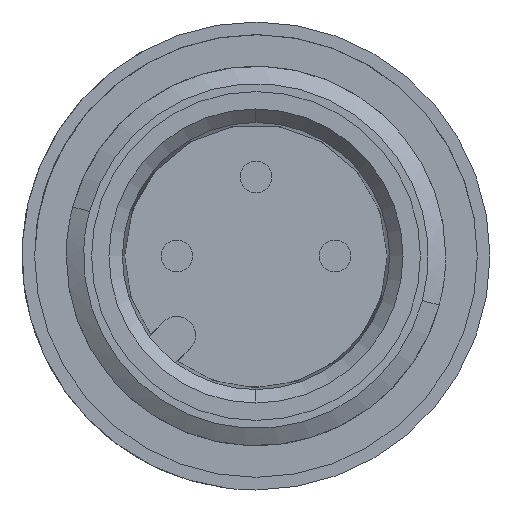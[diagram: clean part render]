
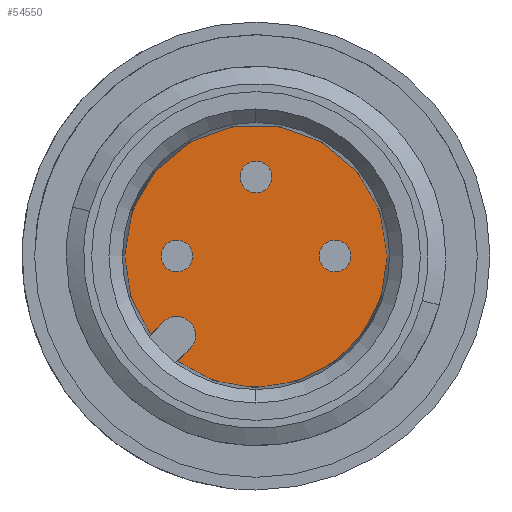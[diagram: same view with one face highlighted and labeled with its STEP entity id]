
A CAD part, left-side view. The second image highlights one B-rep face of the part: STEP entity #54550.
In plain terms, the highlighted face is planar.
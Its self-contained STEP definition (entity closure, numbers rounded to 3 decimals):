
#51750=CARTESIAN_POINT('',(66.122,34.229,221.9));
#51760=DIRECTION('',(1.,0.,
0.));
#51770=VECTOR('',#51760,1.);
#51780=LINE('',#51750,#51770);
#51790=CARTESIAN_POINT('',(24.015,34.228,221.9));
#51800=VERTEX_POINT('',#51790);
#51810=CARTESIAN_POINT('',(24.571,34.228,221.9));
#51820=VERTEX_POINT('',#51810);
#51830=EDGE_CURVE('',#51800,#51820,#51780,.T.);
#52830=CARTESIAN_POINT('',(64.922,33.029,221.9));
#52840=DIRECTION('',(-1.,0.,
0.));
#52850=VECTOR('',#52840,1.);
#52860=LINE('',#52830,#52850);
#52870=CARTESIAN_POINT('',(24.571,33.028,221.9));
#52880=VERTEX_POINT('',#52870);
#52890=CARTESIAN_POINT('',(24.015,33.028,221.9));
#52900=VERTEX_POINT('',#52890);
#52910=EDGE_CURVE('',#52880,#52900,#52860,.T.);
#53370=CARTESIAN_POINT('',(23.399,30.694,221.9));
#53380=VERTEX_POINT('',#53370);
#53410=CARTESIAN_POINT('',(20.465,33.628,221.9));
#53420=DIRECTION('',(0.,0.,1.));
#53430=DIRECTION('',(-0.707,0.707,
0.));
#53440=AXIS2_PLACEMENT_3D('',#53410,#53420,#53430);
#53450=CIRCLE('',#53440,4.15);
#53460=EDGE_CURVE('',#53380,#52880,#53450,.T.);
#53640=CARTESIAN_POINT('',(24.015,33.628,221.9));
#53650=DIRECTION('',(0.,0.,1.));
#53660=DIRECTION('',(-0.707,0.707,
0.));
#53670=AXIS2_PLACEMENT_3D('',#53640,#53650,#53660);
#53680=CIRCLE('',#53670,0.6);
#53690=CARTESIAN_POINT('',(23.591,34.052,221.9));
#53700=VERTEX_POINT('',#53690);
#53710=EDGE_CURVE('',#53700,#52900,#53680,.T.);
#53910=CARTESIAN_POINT('',(19.263,32.426,221.9));
#53920=DIRECTION('',(0.,0.,1.));
#53930=DIRECTION('',(0.707,0.707,
0.));
#53940=AXIS2_PLACEMENT_3D('',#53910,#53920,#53930);
#53950=PLANE('',#53940);
#53960=CARTESIAN_POINT('',(18.697,31.86,221.9));
#53970=DIRECTION('',(0.,0.,1.));
#53980=DIRECTION('',(-0.707,-0.707,0.));
#53990=AXIS2_PLACEMENT_3D('',#53960,#53970,#53980);
#54000=CIRCLE('',#53990,0.5);
#54010=CARTESIAN_POINT('',(18.344,31.507,221.9));
#54020=VERTEX_POINT('',#54010);
#54030=CARTESIAN_POINT('',(19.051,32.214,221.9));
#54040=VERTEX_POINT('',#54030);
#54050=EDGE_CURVE('',#54020,#54040,#54000,.T.);
#54060=ORIENTED_EDGE('',*,*,#54050,.F.);
#54070=EDGE_CURVE('',#54040,#54020,#54000,.T.);
#54080=ORIENTED_EDGE('',*,*,#54070,.F.);
#54090=EDGE_LOOP('',(#54080,#54060));
#54100=FACE_BOUND('',#54090,.T.);
#54110=CARTESIAN_POINT('',(17.53,36.563,221.9));
#54120=VERTEX_POINT('',#54110);
#54130=EDGE_CURVE('',#54120,#53380,#53450,.T.);
#54140=ORIENTED_EDGE('',*,*,#54130,.T.);
#54150=EDGE_CURVE('',#51820,#54120,#53450,.T.);
#54160=ORIENTED_EDGE('',*,*,#54150,.T.);
#54170=ORIENTED_EDGE('',*,*,#51830,.T.);
#54180=EDGE_CURVE('',#51800,#53700,#53680,.T.);
#54190=ORIENTED_EDGE('',*,*,#54180,.F.);
#54200=ORIENTED_EDGE('',*,*,#53710,.F.);
#54210=ORIENTED_EDGE('',*,*,#52910,.T.);
#54220=ORIENTED_EDGE('',*,*,#53460,.T.);
#54230=EDGE_LOOP('',(#54220,#54210,#54200,#54190,#54170,#54160,#54140));
#54240=FACE_OUTER_BOUND('',#54230,.T.);
#54250=CARTESIAN_POINT('',(22.233,31.86,221.9));
#54260=DIRECTION('',(0.,0.,1.));
#54270=DIRECTION('',(-0.707,-0.707,0.));
#54280=AXIS2_PLACEMENT_3D('',#54250,#54260,#54270);
#54290=CIRCLE('',#54280,0.5);
#54300=CARTESIAN_POINT('',(21.879,31.507,221.9));
#54310=VERTEX_POINT('',#54300);
#54320=CARTESIAN_POINT('',(22.586,32.214,221.9));
#54330=VERTEX_POINT('',#54320);
#54340=EDGE_CURVE('',#54310,#54330,#54290,.T.);
#54350=ORIENTED_EDGE('',*,*,#54340,.F.);
#54360=EDGE_CURVE('',#54330,#54310,#54290,.T.);
#54370=ORIENTED_EDGE('',*,*,#54360,.F.);
#54380=EDGE_LOOP('',(#54370,#54350));
#54390=FACE_BOUND('',#54380,.T.);
#54400=CARTESIAN_POINT('',(18.697,35.396,221.9));
#54410=DIRECTION('',(0.,0.,1.));
#54420=DIRECTION('',(-0.707,-0.707,0.));
#54430=AXIS2_PLACEMENT_3D('',#54400,#54410,#54420);
#54440=CIRCLE('',#54430,0.5);
#54450=CARTESIAN_POINT('',(18.344,35.042,221.9));
#54460=VERTEX_POINT('',#54450);
#54470=CARTESIAN_POINT('',(19.051,35.749,221.9));
#54480=VERTEX_POINT('',#54470);
#54490=EDGE_CURVE('',#54460,#54480,#54440,.T.);
#54500=ORIENTED_EDGE('',*,*,#54490,.F.);
#54510=EDGE_CURVE('',#54480,#54460,#54440,.T.);
#54520=ORIENTED_EDGE('',*,*,#54510,.F.);
#54530=EDGE_LOOP('',(#54520,#54500));
#54540=FACE_BOUND('',#54530,.T.);
#54550=ADVANCED_FACE('',(#54100,#54240,#54390,#54540),#53950,.T.);
